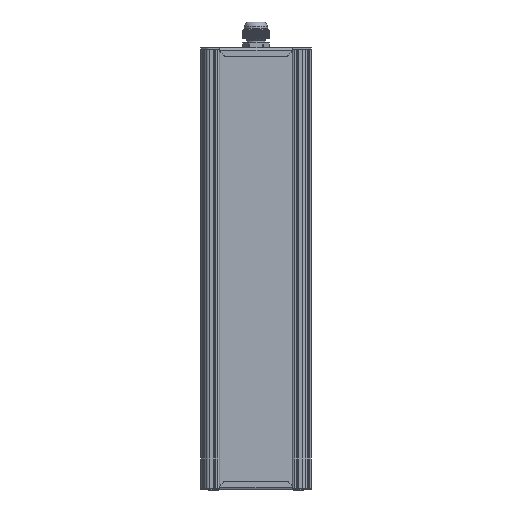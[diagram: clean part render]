
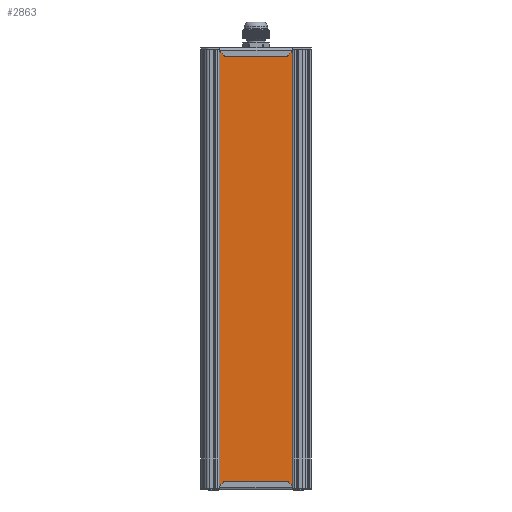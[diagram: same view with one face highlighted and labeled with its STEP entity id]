
A CAD part, front view. The second image highlights one B-rep face of the part: STEP entity #2863.
In plain terms, the highlighted face is planar.
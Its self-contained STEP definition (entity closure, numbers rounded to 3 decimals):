
#2863=ADVANCED_FACE('',(#12881),#12883,.T.);
#12881=FACE_BOUND('',#12882,.T.);
#12882=EDGE_LOOP('',(#24703,#24704,#24705,#24706));
#12883=PLANE('',#12884);
#12884=AXIS2_PLACEMENT_3D('',#12885,#12886,#12887);
#12885=CARTESIAN_POINT('',(120.465,593.492,117.308));
#12886=DIRECTION('',(0.,0.,-1.));
#12887=DIRECTION('',(0.,1.,0.));
#24703=ORIENTED_EDGE('',*,*,#31013,.T.);
#24704=ORIENTED_EDGE('',*,*,#31015,.F.);
#24705=ORIENTED_EDGE('',*,*,#31016,.F.);
#24706=ORIENTED_EDGE('',*,*,#31017,.T.);
#31013=EDGE_CURVE('',#36503,#36501,#36504,.T.);
#31015=EDGE_CURVE('',#36506,#36501,#36507,.T.);
#31016=EDGE_CURVE('',#36508,#36506,#36509,.T.);
#31017=EDGE_CURVE('',#36508,#36503,#36510,.T.);
#36501=VERTEX_POINT('',#55101);
#36503=VERTEX_POINT('',#55105);
#36504=LINE('',#55106,#55107);
#36506=VERTEX_POINT('',#55112);
#36507=LINE('',#55113,#55114);
#36508=VERTEX_POINT('',#55116);
#36509=LINE('',#55117,#55118);
#36510=LINE('',#55120,#55121);
#55101=CARTESIAN_POINT('',(491.465,679.838,117.308));
#55105=CARTESIAN_POINT('',(45.465,679.838,117.308));
#55106=CARTESIAN_POINT('',(45.465,679.838,117.308));
#55107=VECTOR('',#55108,1.);
#55108=DIRECTION('',(1.,0.,0.));
#55112=CARTESIAN_POINT('',(491.465,593.492,117.308));
#55113=CARTESIAN_POINT('',(491.465,593.492,117.308));
#55114=VECTOR('',#55115,1.);
#55115=DIRECTION('',(0.,1.,0.));
#55116=CARTESIAN_POINT('',(45.465,593.492,117.308));
#55117=CARTESIAN_POINT('',(45.465,593.492,117.308));
#55118=VECTOR('',#55119,1.);
#55119=DIRECTION('',(1.,0.,0.));
#55120=CARTESIAN_POINT('',(45.465,593.492,117.308));
#55121=VECTOR('',#55122,1.);
#55122=DIRECTION('',(0.,1.,0.));
